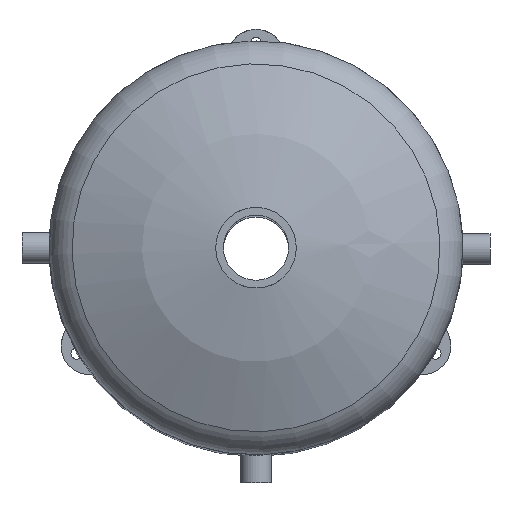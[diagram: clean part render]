
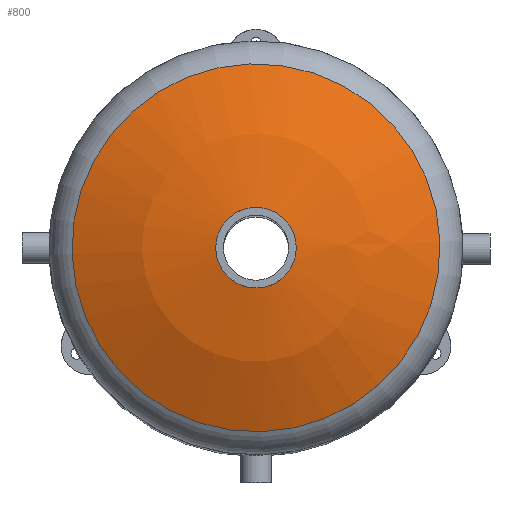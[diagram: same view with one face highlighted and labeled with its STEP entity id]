
A CAD part, top view. The second image highlights one B-rep face of the part: STEP entity #800.
In plain terms, the highlighted spherical face has radius 360 mm.
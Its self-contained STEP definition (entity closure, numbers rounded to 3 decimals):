
#180=SPHERICAL_SURFACE('',#893,360.);
#225=FACE_BOUND('',#374,.T.);
#277=FACE_OUTER_BOUND('',#373,.T.);
#373=EDGE_LOOP('',(#725));
#374=EDGE_LOOP('',(#726));
#406=CIRCLE('',#881,35.);
#412=CIRCLE('',#892,160.);
#473=VERTEX_POINT('',#1935);
#479=VERTEX_POINT('',#1952);
#556=EDGE_CURVE('',#473,#473,#406,.T.);
#562=EDGE_CURVE('',#479,#479,#412,.T.);
#725=ORIENTED_EDGE('',*,*,#556,.T.);
#726=ORIENTED_EDGE('',*,*,#562,.T.);
#800=ADVANCED_FACE('',(#277,#225),#180,.T.);
#881=AXIS2_PLACEMENT_3D('',#1936,#1071,#1072);
#892=AXIS2_PLACEMENT_3D('',#1953,#1093,#1094);
#893=AXIS2_PLACEMENT_3D('',#1954,#1095,#1096);
#1071=DIRECTION('center_axis',(0.,0.,-1.));
#1072=DIRECTION('ref_axis',(1.,0.,0.));
#1093=DIRECTION('center_axis',(0.,0.,1.));
#1094=DIRECTION('ref_axis',(1.,0.,0.));
#1095=DIRECTION('center_axis',(0.,0.,1.));
#1096=DIRECTION('ref_axis',(1.,0.,0.));
#1935=CARTESIAN_POINT('',(-35.,0.,83.295));
#1936=CARTESIAN_POINT('Origin',(0.,0.,83.295));
#1952=CARTESIAN_POINT('',(160.,0.,47.49));
#1953=CARTESIAN_POINT('Origin',(0.,0.,47.49));
#1954=CARTESIAN_POINT('Origin',(0.,0.,-275.));
